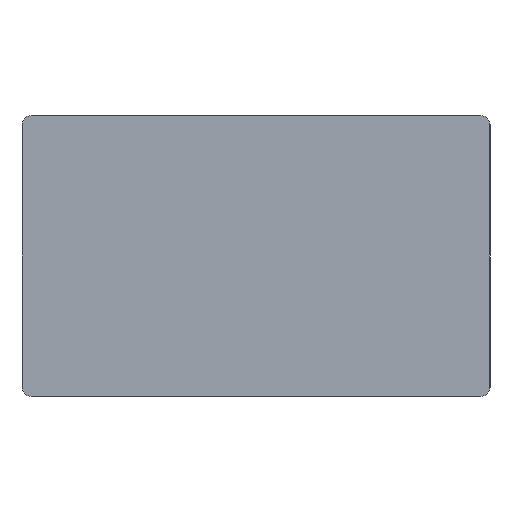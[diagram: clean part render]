
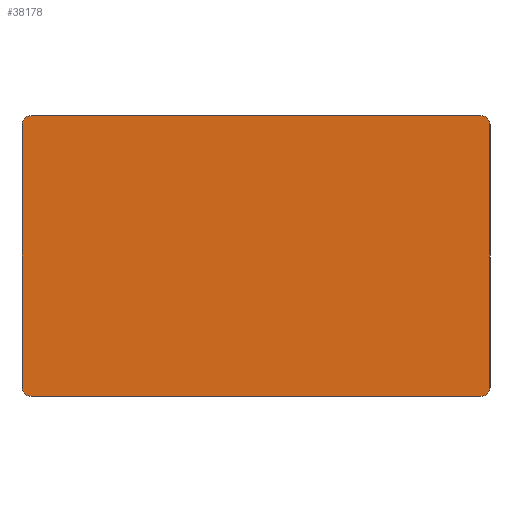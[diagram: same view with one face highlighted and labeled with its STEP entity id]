
A CAD part, front view. The second image highlights one B-rep face of the part: STEP entity #38178.
In plain terms, the highlighted face is planar.
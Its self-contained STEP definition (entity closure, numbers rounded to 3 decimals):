
#3140 = AXIS2_PLACEMENT_3D ( 'NONE', #5550, #88432, #21783 ) ;
#4206 = LINE ( 'NONE', #64417, #65653 ) ;
#4520 = ORIENTED_EDGE ( 'NONE', *, *, #19628, .T. ) ;
#4696 = VECTOR ( 'NONE', #48743, 1000. ) ;
#4833 = CARTESIAN_POINT ( 'NONE',  ( -250., -150., 22. ) ) ;
#5083 = LINE ( 'NONE', #94434, #29025 ) ;
#5550 = CARTESIAN_POINT ( 'NONE',  ( 240., 140., 22. ) ) ;
#9333 = EDGE_CURVE ( 'NONE', #63371, #43678, #35050, .T. ) ;
#10590 = LINE ( 'NONE', #85143, #83427 ) ;
#11926 = EDGE_CURVE ( 'NONE', #43678, #13092, #4206, .T. ) ;
#13092 = VERTEX_POINT ( 'NONE', #77762 ) ;
#16646 = CIRCLE ( 'NONE', #59215, 10. ) ;
#19628 = EDGE_CURVE ( 'NONE', #70652, #63371, #56660, .T. ) ;
#21783 = DIRECTION ( 'NONE',  ( 1., 0., 0. ) ) ;
#23504 = ORIENTED_EDGE ( 'NONE', *, *, #95294, .T. ) ;
#26399 = AXIS2_PLACEMENT_3D ( 'NONE', #91533, #52031, #69264 ) ;
#26555 = CARTESIAN_POINT ( 'NONE',  ( 250., -140., 22. ) ) ;
#26784 = DIRECTION ( 'NONE',  ( 0., -1., 0. ) ) ;
#27641 = DIRECTION ( 'NONE',  ( 1., 0., 0. ) ) ;
#28451 = ORIENTED_EDGE ( 'NONE', *, *, #96135, .T. ) ;
#29025 = VECTOR ( 'NONE', #26784, 1000. ) ;
#35050 = CIRCLE ( 'NONE', #94993, 10. ) ;
#35550 = EDGE_LOOP ( 'NONE', ( #74142, #70609, #4520, #44864, #39719, #28451, #23504, #37266 ) ) ;
#36575 = DIRECTION ( 'NONE',  ( 0., 0., 1. ) ) ;
#37050 = CARTESIAN_POINT ( 'NONE',  ( -240., 140., 22. ) ) ;
#37266 = ORIENTED_EDGE ( 'NONE', *, *, #54155, .T. ) ;
#38178 = ADVANCED_FACE ( 'NONE', ( #82617 ), #89556, .T. ) ;
#39719 = ORIENTED_EDGE ( 'NONE', *, *, #11926, .T. ) ;
#43678 = VERTEX_POINT ( 'NONE', #26555 ) ;
#44864 = ORIENTED_EDGE ( 'NONE', *, *, #9333, .T. ) ;
#48743 = DIRECTION ( 'NONE',  ( 1., 0., 0. ) ) ;
#49940 = DIRECTION ( 'NONE',  ( 1., 0., 0. ) ) ;
#51881 = DIRECTION ( 'NONE',  ( 0., 0., 1. ) ) ;
#51883 = CARTESIAN_POINT ( 'NONE',  ( -240., -140., 22. ) ) ;
#52031 = DIRECTION ( 'NONE',  ( 0., 0., 1. ) ) ;
#52800 = CARTESIAN_POINT ( 'NONE',  ( -240., 150., 22. ) ) ;
#54155 = EDGE_CURVE ( 'NONE', #64477, #77915, #66727, .T. ) ;
#56660 = LINE ( 'NONE', #4833, #4696 ) ;
#56686 = EDGE_CURVE ( 'NONE', #77915, #56984, #5083, .T. ) ;
#56984 = VERTEX_POINT ( 'NONE', #65146 ) ;
#58251 = VERTEX_POINT ( 'NONE', #84466 ) ;
#59215 = AXIS2_PLACEMENT_3D ( 'NONE', #51883, #36575, #49940 ) ;
#61475 = CIRCLE ( 'NONE', #3140, 10. ) ;
#62609 = CARTESIAN_POINT ( 'NONE',  ( -250., 140., 22. ) ) ;
#63371 = VERTEX_POINT ( 'NONE', #88141 ) ;
#64417 = CARTESIAN_POINT ( 'NONE',  ( 250., 150., 22. ) ) ;
#64477 = VERTEX_POINT ( 'NONE', #52800 ) ;
#65146 = CARTESIAN_POINT ( 'NONE',  ( -250., -140., 22. ) ) ;
#65653 = VECTOR ( 'NONE', #94550, 1000. ) ;
#66727 = CIRCLE ( 'NONE', #69888, 10. ) ;
#69264 = DIRECTION ( 'NONE',  ( 1., 0., 0. ) ) ;
#69888 = AXIS2_PLACEMENT_3D ( 'NONE', #37050, #51881, #97299 ) ;
#70609 = ORIENTED_EDGE ( 'NONE', *, *, #90028, .T. ) ;
#70652 = VERTEX_POINT ( 'NONE', #91002 ) ;
#74142 = ORIENTED_EDGE ( 'NONE', *, *, #56686, .T. ) ;
#77715 = DIRECTION ( 'NONE',  ( -1., 0., 0. ) ) ;
#77762 = CARTESIAN_POINT ( 'NONE',  ( 250., 140., 22. ) ) ;
#77915 = VERTEX_POINT ( 'NONE', #62609 ) ;
#78989 = CARTESIAN_POINT ( 'NONE',  ( 240., -140., 22. ) ) ;
#82617 = FACE_OUTER_BOUND ( 'NONE', #35550, .T. ) ;
#83427 = VECTOR ( 'NONE', #77715, 1000. ) ;
#84466 = CARTESIAN_POINT ( 'NONE',  ( 240., 150., 22. ) ) ;
#85143 = CARTESIAN_POINT ( 'NONE',  ( -250., 150., 22. ) ) ;
#86898 = DIRECTION ( 'NONE',  ( 0., 0., 1. ) ) ;
#88141 = CARTESIAN_POINT ( 'NONE',  ( 240., -150., 22. ) ) ;
#88432 = DIRECTION ( 'NONE',  ( 0., 0., 1. ) ) ;
#89556 = PLANE ( 'NONE',  #26399 ) ;
#90028 = EDGE_CURVE ( 'NONE', #56984, #70652, #16646, .T. ) ;
#91002 = CARTESIAN_POINT ( 'NONE',  ( -240., -150., 22. ) ) ;
#91533 = CARTESIAN_POINT ( 'NONE',  ( 0., 0., 22. ) ) ;
#94434 = CARTESIAN_POINT ( 'NONE',  ( -250., 150., 22. ) ) ;
#94550 = DIRECTION ( 'NONE',  ( 0., 1., 0. ) ) ;
#94993 = AXIS2_PLACEMENT_3D ( 'NONE', #78989, #86898, #27641 ) ;
#95294 = EDGE_CURVE ( 'NONE', #58251, #64477, #10590, .T. ) ;
#96135 = EDGE_CURVE ( 'NONE', #13092, #58251, #61475, .T. ) ;
#97299 = DIRECTION ( 'NONE',  ( 1., 0., 0. ) ) ;
